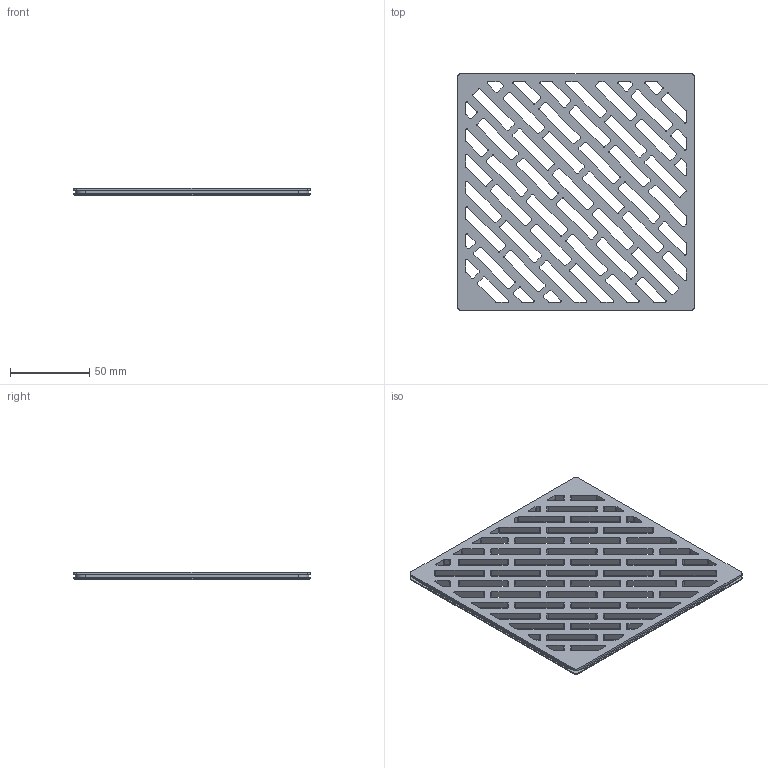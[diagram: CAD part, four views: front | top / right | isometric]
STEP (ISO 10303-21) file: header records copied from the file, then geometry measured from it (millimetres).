
FILE_DESCRIPTION((''),'2;1');
FILE_NAME('51047','2021-09-17T16:47:34',('rsmith'),(''),'CREO PARAMETRIC BY PTC INC, 2018400','CREO PARAMETRIC BY PTC INC, 2018400','');
FILE_SCHEMA(('AUTOMOTIVE_DESIGN { 1 0 10303 214 1 1 1 1 }'));
Length unit declared in the file: inch
Products named in the file (1): 51047
Bounding box: 149.73 x 149.73 x 4.78 mm (x, y, z)
Volume: 57601.8 mm3; surface area: 45709.3 mm2
Topology: 1 solids, 1 shells, 960 faces, 2398 edges, 1442 vertices
Faces by surface type: cylinder 302, plane 252, cone 176, torus 172, bspline 58
Entity records: 39692 total; most frequent: CARTESIAN_POINT 9079, DIRECTION 5030, ORIENTED_EDGE 4796, PRESENTATION_STYLE_ASSIGNMENT 2399, STYLED_ITEM 2399, CURVE_STYLE 2398, EDGE_CURVE 2398, AXIS2_PLACEMENT_3D 1906
